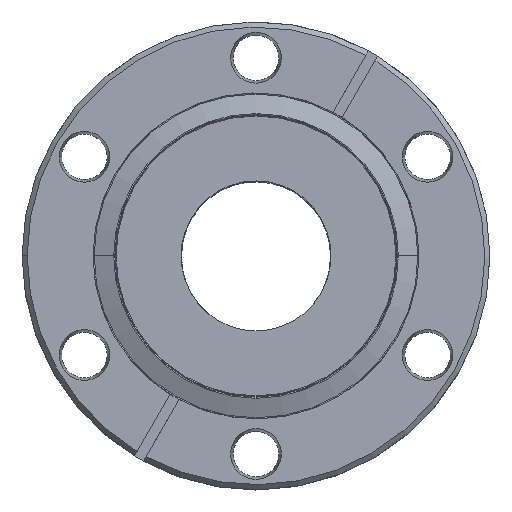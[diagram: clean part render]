
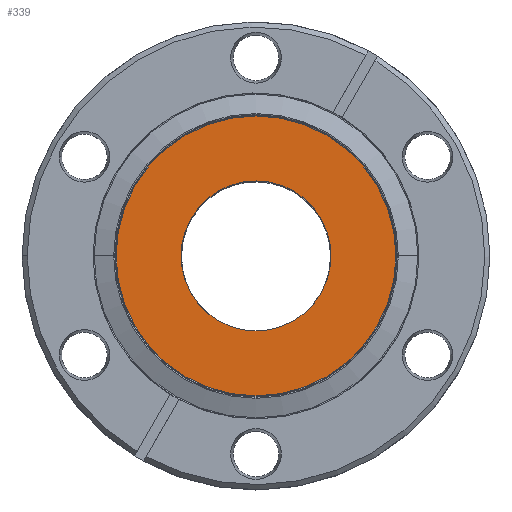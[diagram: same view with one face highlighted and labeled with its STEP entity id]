
A CAD part, top view. The second image highlights one B-rep face of the part: STEP entity #339.
In plain terms, the highlighted planar face has unit normal (0, 0, 1).
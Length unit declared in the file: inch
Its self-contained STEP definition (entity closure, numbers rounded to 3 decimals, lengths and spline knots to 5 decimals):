
#39 = EDGE_LOOP ( 'NONE', ( #1890, #2272 ) ) ;
#41 = CIRCLE ( 'NONE', #1183, 0.4375 ) ;
#137 = DIRECTION ( 'NONE',  ( -1., 0., 0. ) ) ;
#201 = AXIS2_PLACEMENT_3D ( 'NONE', #1620, #517, #1886 ) ;
#274 = CIRCLE ( 'NONE', #1847, 0.4375 ) ;
#295 = ORIENTED_EDGE ( 'NONE', *, *, #2807, .T. ) ;
#339 = ADVANCED_FACE ( 'NONE', ( #1680, #1049 ), #2176, .F. ) ;
#385 = DIRECTION ( 'NONE',  ( -1., 0., 0. ) ) ;
#458 = CIRCLE ( 'NONE', #2846, 0.8164 ) ;
#504 = DIRECTION ( 'NONE',  ( 0., 0., 1. ) ) ;
#517 = DIRECTION ( 'NONE',  ( 0., 0., 1. ) ) ;
#624 = DIRECTION ( 'NONE',  ( -1., 0., 0. ) ) ;
#634 = EDGE_CURVE ( 'NONE', #1766, #2465, #2736, .T. ) ;
#743 = VERTEX_POINT ( 'NONE', #785 ) ;
#778 = DIRECTION ( 'NONE',  ( 0., 0., -1. ) ) ;
#785 = CARTESIAN_POINT ( 'NONE',  ( -0.4375, 0., 0.449 ) ) ;
#885 = CARTESIAN_POINT ( 'NONE',  ( 0.8164, 0., 0.449 ) ) ;
#1024 = AXIS2_PLACEMENT_3D ( 'NONE', #1516, #1283, #385 ) ;
#1049 = FACE_BOUND ( 'NONE', #1060, .T. ) ;
#1060 = EDGE_LOOP ( 'NONE', ( #295, #2323 ) ) ;
#1183 = AXIS2_PLACEMENT_3D ( 'NONE', #1744, #2394, #137 ) ;
#1283 = DIRECTION ( 'NONE',  ( 0., 0., -1. ) ) ;
#1516 = CARTESIAN_POINT ( 'NONE',  ( 0.4375, 0., 0.449 ) ) ;
#1609 = CARTESIAN_POINT ( 'NONE',  ( -0.8164, 0., 0.449 ) ) ;
#1620 = CARTESIAN_POINT ( 'NONE',  ( 0., 0., 0.449 ) ) ;
#1680 = FACE_OUTER_BOUND ( 'NONE', #39, .T. ) ;
#1744 = CARTESIAN_POINT ( 'NONE',  ( 0., 0., 0.449 ) ) ;
#1766 = VERTEX_POINT ( 'NONE', #1609 ) ;
#1779 = EDGE_CURVE ( 'NONE', #2465, #1766, #458, .T. ) ;
#1847 = AXIS2_PLACEMENT_3D ( 'NONE', #1970, #778, #624 ) ;
#1848 = DIRECTION ( 'NONE',  ( -1., 0., 0. ) ) ;
#1886 = DIRECTION ( 'NONE',  ( -1., 0., 0. ) ) ;
#1890 = ORIENTED_EDGE ( 'NONE', *, *, #634, .T. ) ;
#1970 = CARTESIAN_POINT ( 'NONE',  ( 0., 0., 0.449 ) ) ;
#2176 = PLANE ( 'NONE',  #1024 ) ;
#2272 = ORIENTED_EDGE ( 'NONE', *, *, #1779, .T. ) ;
#2323 = ORIENTED_EDGE ( 'NONE', *, *, #2731, .T. ) ;
#2394 = DIRECTION ( 'NONE',  ( 0., 0., -1. ) ) ;
#2455 = CARTESIAN_POINT ( 'NONE',  ( 0.4375, 0., 0.449 ) ) ;
#2465 = VERTEX_POINT ( 'NONE', #885 ) ;
#2512 = CARTESIAN_POINT ( 'NONE',  ( 0., 0., 0.449 ) ) ;
#2731 = EDGE_CURVE ( 'NONE', #2810, #743, #41, .T. ) ;
#2736 = CIRCLE ( 'NONE', #201, 0.8164 ) ;
#2807 = EDGE_CURVE ( 'NONE', #743, #2810, #274, .T. ) ;
#2810 = VERTEX_POINT ( 'NONE', #2455 ) ;
#2846 = AXIS2_PLACEMENT_3D ( 'NONE', #2512, #504, #1848 ) ;
